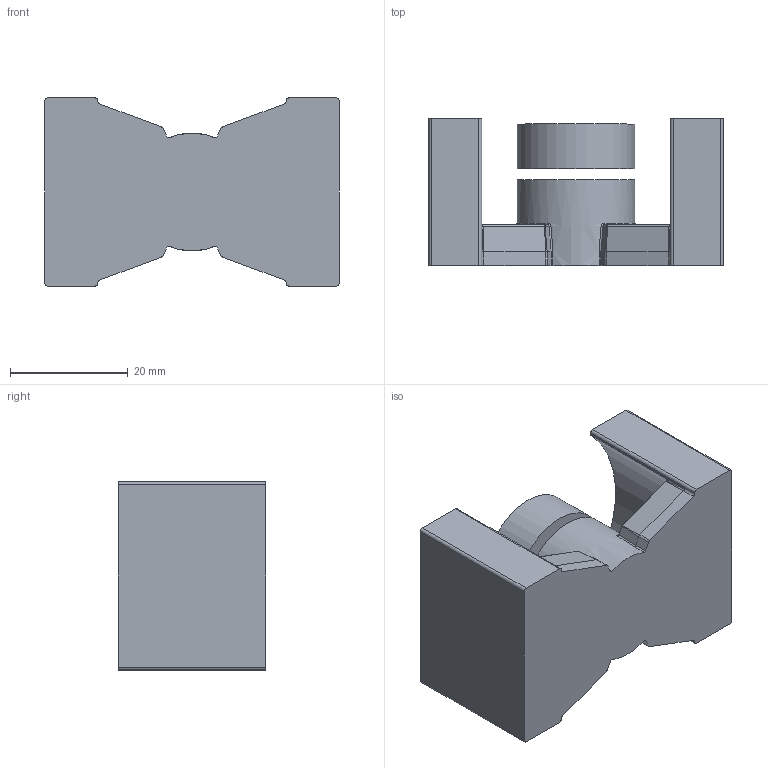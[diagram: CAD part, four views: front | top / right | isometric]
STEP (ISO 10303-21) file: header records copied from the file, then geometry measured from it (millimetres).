
FILE_DESCRIPTION(('FreeCAD Model'),'2;1');
FILE_NAME('PQ50_50-DG100-N95_N97.step', '2021-07-30T14:20:48',('Author'),(''), 'Open CASCADE STEP processor 7.3','FreeCAD','Unknown');
FILE_SCHEMA(('AUTOMOTIVE_DESIGN { 1 0 10303 214 1 1 1 1 }'));
Length unit declared in the file: millimetre
Products named in the file (1): PQ50_50_DG100_N95_N97
Bounding box: 50 x 25 x 32 mm (x, y, z)
Surface area: 8484 mm2 (no closed solid volume)
Topology: 0 solids, 120 shells, 120 faces, 584 edges, 584 vertices
Faces by surface type: revolution 58, plane 34, bspline 28
Entity records: 18365 total; most frequent: CARTESIAN_POINT 9714, DIRECTION 1201, LINE 599, VECTOR 599, ORIENTED_EDGE 584, EDGE_CURVE 584, VERTEX_POINT 584, SURFACE_CURVE 584
